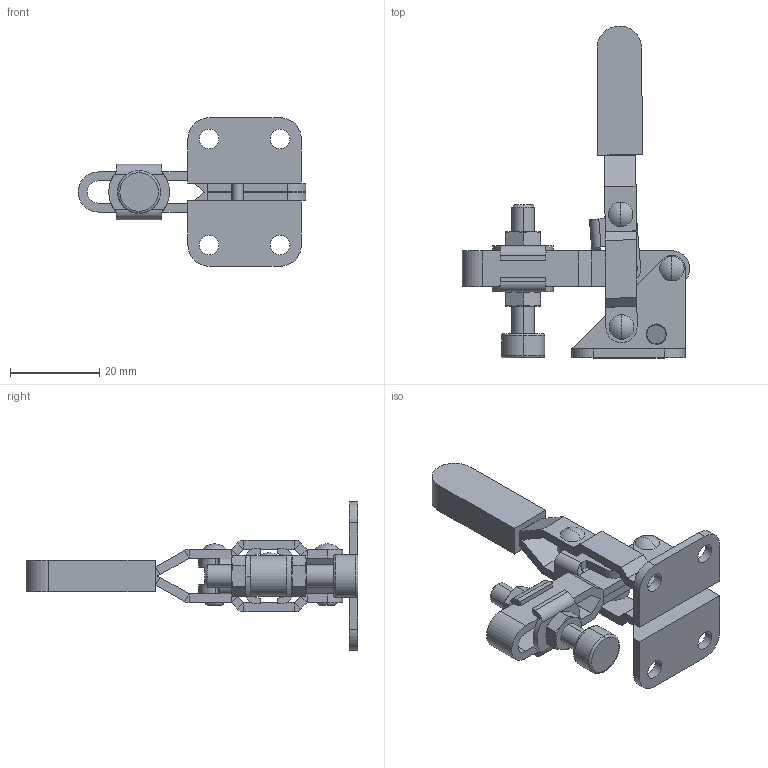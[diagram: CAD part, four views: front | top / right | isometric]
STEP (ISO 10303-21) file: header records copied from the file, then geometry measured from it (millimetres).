
FILE_DESCRIPTION (( 'STEP AP214' ), '1' );
FILE_NAME ('493778(GH-101-A).STEP', '2019-01-10T04:21:26', ( 'LinWei' ), ( '' ), 'SwSTEP 2.0', 'SolidWorks 2016', '' );
FILE_SCHEMA (( 'AUTOMOTIVE_DESIGN' ));
Length unit declared in the file: millimetre
Products named in the file (6): 1101AI09-1-1^493778(GH-101-A); Group5^493778(GH-101-A); Group4^493778(GH-101-A); Group2^493778(GH-101-A); Group1^493778(GH-101-A); 493778(GH-101-A)
Assembly tree (5 placements, depth 2):
  493778(GH-101-A)
    Group1^493778(GH-101-A)
    Group2^493778(GH-101-A)
    Group4^493778(GH-101-A)
    Group5^493778(GH-101-A)
    1101AI09-1-1^493778(GH-101-A)
Bounding box: 51 x 74.4 x 33.3 mm (x, y, z)
Volume: 9744 mm3; surface area: 10484.4 mm2
Topology: 5 solids, 5 shells, 369 faces, 885 edges, 543 vertices
Faces by surface type: plane 198, cylinder 111, cone 26, torus 15, bspline 11, sphere 8
Entity records: 12329 total; most frequent: CARTESIAN_POINT 2396, DIRECTION 1833, ORIENTED_EDGE 1766, EDGE_CURVE 883, AXIS2_PLACEMENT_3D 671, VERTEX_POINT 543, VECTOR 491, LINE 491
